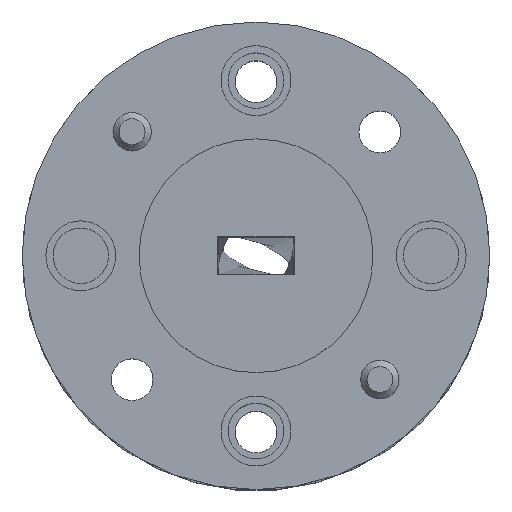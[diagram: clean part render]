
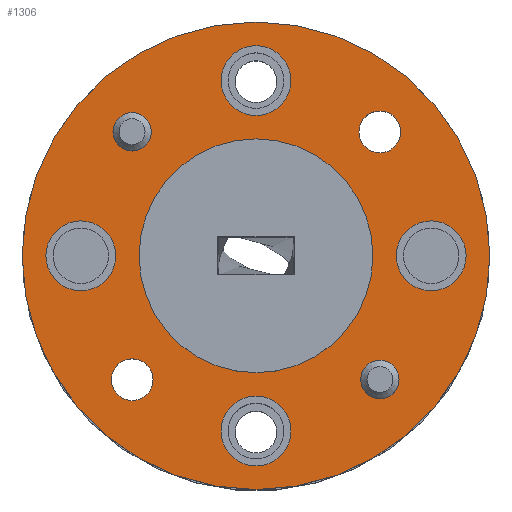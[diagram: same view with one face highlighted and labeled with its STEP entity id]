
A CAD part, top view. The second image highlights one B-rep face of the part: STEP entity #1306.
In plain terms, the highlighted planar face has unit normal (0, 0, 1).
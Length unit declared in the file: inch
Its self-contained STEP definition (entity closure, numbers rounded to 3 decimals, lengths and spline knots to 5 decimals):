
#27 = AXIS2_PLACEMENT_3D ( 'NONE', #3394, #2261, #1191 ) ;
#49 = CARTESIAN_POINT ( 'NONE',  ( 0., 0., 0. ) ) ;
#62 = EDGE_CURVE ( 'NONE', #1951, #1951, #3223, .T. ) ;
#91 = ORIENTED_EDGE ( 'NONE', *, *, #2936, .F. ) ;
#108 = CARTESIAN_POINT ( 'NONE',  ( -0.225, 0., 0. ) ) ;
#121 = EDGE_LOOP ( 'NONE', ( #2582 ) ) ;
#132 = AXIS2_PLACEMENT_3D ( 'NONE', #2042, #1445, #1756 ) ;
#144 = CARTESIAN_POINT ( 'NONE',  ( 0., 0., 0. ) ) ;
#201 = VERTEX_POINT ( 'NONE', #2747 ) ;
#299 = AXIS2_PLACEMENT_3D ( 'NONE', #2565, #2549, #604 ) ;
#308 = FACE_OUTER_BOUND ( 'NONE', #3235, .T. ) ;
#357 = FACE_BOUND ( 'NONE', #121, .T. ) ;
#359 = CARTESIAN_POINT ( 'NONE',  ( 0.056, 0.281, 0. ) ) ;
#406 = DIRECTION ( 'NONE',  ( 1., 0., 0. ) ) ;
#437 = EDGE_LOOP ( 'NONE', ( #91 ) ) ;
#505 = CARTESIAN_POINT ( 'NONE',  ( 0.1875, 0., 0. ) ) ;
#576 = DIRECTION ( 'NONE',  ( 0., 0., 1. ) ) ;
#591 = FACE_BOUND ( 'NONE', #3080, .T. ) ;
#598 = DIRECTION ( 'NONE',  ( 1., 0., 0. ) ) ;
#604 = DIRECTION ( 'NONE',  ( 1., 0., 0. ) ) ;
#632 = CIRCLE ( 'NONE', #3408, 0.056 ) ;
#667 = CARTESIAN_POINT ( 'NONE',  ( -0.281, 0., 0. ) ) ;
#671 = ORIENTED_EDGE ( 'NONE', *, *, #1088, .F. ) ;
#688 = CARTESIAN_POINT ( 'NONE',  ( -0.1987, 0.1987, 0. ) ) ;
#717 = VERTEX_POINT ( 'NONE', #1330 ) ;
#726 = DIRECTION ( 'NONE',  ( 1., 0., 0. ) ) ;
#850 = FACE_BOUND ( 'NONE', #1384, .T. ) ;
#885 = FACE_BOUND ( 'NONE', #1624, .T. ) ;
#897 = FACE_BOUND ( 'NONE', #1433, .T. ) ;
#900 = DIRECTION ( 'NONE',  ( 0., 0., 1. ) ) ;
#914 = FACE_BOUND ( 'NONE', #1853, .T. ) ;
#936 = CARTESIAN_POINT ( 'NONE',  ( 0., 0.281, 0. ) ) ;
#964 = CIRCLE ( 'NONE', #3031, 0.03075 ) ;
#1003 = DIRECTION ( 'NONE',  ( 0., 0., 1. ) ) ;
#1026 = CIRCLE ( 'NONE', #1494, 0.0335 ) ;
#1043 = CARTESIAN_POINT ( 'NONE',  ( 0.1987, -0.1987, 0. ) ) ;
#1088 = EDGE_CURVE ( 'NONE', #3206, #3206, #632, .T. ) ;
#1099 = CARTESIAN_POINT ( 'NONE',  ( 0.337, 0., 0. ) ) ;
#1133 = FACE_BOUND ( 'NONE', #3346, .T. ) ;
#1134 = EDGE_CURVE ( 'NONE', #2854, #2854, #3597, .T. ) ;
#1176 = CIRCLE ( 'NONE', #2701, 0.056 ) ;
#1177 = ORIENTED_EDGE ( 'NONE', *, *, #1993, .F. ) ;
#1191 = DIRECTION ( 'NONE',  ( 1., 0., 0. ) ) ;
#1217 = CARTESIAN_POINT ( 'NONE',  ( -0.16795, 0.1987, 0. ) ) ;
#1305 = ORIENTED_EDGE ( 'NONE', *, *, #2883, .T. ) ;
#1306 = ADVANCED_FACE ( 'NONE', ( #2890, #1133, #914, #357, #1711, #885, #897, #850, #591, #308 ), #1470, .T. ) ;
#1330 = CARTESIAN_POINT ( 'NONE',  ( 0.375, 0., 0. ) ) ;
#1342 = CARTESIAN_POINT ( 'NONE',  ( 0.1987, 0.1987, 0. ) ) ;
#1367 = ORIENTED_EDGE ( 'NONE', *, *, #3137, .F. ) ;
#1384 = EDGE_LOOP ( 'NONE', ( #1630 ) ) ;
#1433 = EDGE_LOOP ( 'NONE', ( #2433 ) ) ;
#1445 = DIRECTION ( 'NONE',  ( 0., 0., 1. ) ) ;
#1448 = CARTESIAN_POINT ( 'NONE',  ( 0.281, 0., 0. ) ) ;
#1470 = PLANE ( 'NONE',  #299 ) ;
#1494 = AXIS2_PLACEMENT_3D ( 'NONE', #1342, #1003, #726 ) ;
#1529 = CARTESIAN_POINT ( 'NONE',  ( 0.056, -0.281, 0. ) ) ;
#1582 = DIRECTION ( 'NONE',  ( 1., 0., 0. ) ) ;
#1587 = CARTESIAN_POINT ( 'NONE',  ( 0.22945, -0.1987, 0. ) ) ;
#1594 = DIRECTION ( 'NONE',  ( 0., 0., 1. ) ) ;
#1624 = EDGE_LOOP ( 'NONE', ( #3288 ) ) ;
#1630 = ORIENTED_EDGE ( 'NONE', *, *, #1134, .F. ) ;
#1711 = FACE_BOUND ( 'NONE', #3357, .T. ) ;
#1729 = EDGE_CURVE ( 'NONE', #1804, #1804, #1176, .T. ) ;
#1745 = VERTEX_POINT ( 'NONE', #2320 ) ;
#1756 = DIRECTION ( 'NONE',  ( 1., 0., 0. ) ) ;
#1804 = VERTEX_POINT ( 'NONE', #359 ) ;
#1841 = VERTEX_POINT ( 'NONE', #1587 ) ;
#1853 = EDGE_LOOP ( 'NONE', ( #3397 ) ) ;
#1950 = EDGE_CURVE ( 'NONE', #2030, #2030, #2243, .T. ) ;
#1951 = VERTEX_POINT ( 'NONE', #1099 ) ;
#1993 = EDGE_CURVE ( 'NONE', #1745, #1745, #2826, .T. ) ;
#2029 = CIRCLE ( 'NONE', #2263, 0.375 ) ;
#2030 = VERTEX_POINT ( 'NONE', #1529 ) ;
#2042 = CARTESIAN_POINT ( 'NONE',  ( -0.1987, -0.1987, 0. ) ) ;
#2243 = CIRCLE ( 'NONE', #27, 0.056 ) ;
#2261 = DIRECTION ( 'NONE',  ( 0., 0., 1. ) ) ;
#2263 = AXIS2_PLACEMENT_3D ( 'NONE', #144, #2377, #3307 ) ;
#2320 = CARTESIAN_POINT ( 'NONE',  ( -0.1652, -0.1987, 0. ) ) ;
#2377 = DIRECTION ( 'NONE',  ( 0., 0., 1. ) ) ;
#2433 = ORIENTED_EDGE ( 'NONE', *, *, #1729, .F. ) ;
#2536 = AXIS2_PLACEMENT_3D ( 'NONE', #688, #3495, #406 ) ;
#2549 = DIRECTION ( 'NONE',  ( 0., 0., 1. ) ) ;
#2563 = AXIS2_PLACEMENT_3D ( 'NONE', #49, #2768, #598 ) ;
#2565 = CARTESIAN_POINT ( 'NONE',  ( 0., 0., 0. ) ) ;
#2579 = DIRECTION ( 'NONE',  ( 1., 0., 0. ) ) ;
#2582 = ORIENTED_EDGE ( 'NONE', *, *, #62, .F. ) ;
#2701 = AXIS2_PLACEMENT_3D ( 'NONE', #936, #900, #1582 ) ;
#2747 = CARTESIAN_POINT ( 'NONE',  ( 0.2322, 0.1987, 0. ) ) ;
#2768 = DIRECTION ( 'NONE',  ( 0., 0., 1. ) ) ;
#2826 = CIRCLE ( 'NONE', #132, 0.0335 ) ;
#2854 = VERTEX_POINT ( 'NONE', #1217 ) ;
#2883 = EDGE_CURVE ( 'NONE', #717, #717, #2029, .T. ) ;
#2890 = FACE_BOUND ( 'NONE', #437, .T. ) ;
#2903 = DIRECTION ( 'NONE',  ( 1., 0., 0. ) ) ;
#2936 = EDGE_CURVE ( 'NONE', #2951, #2951, #3441, .T. ) ;
#2951 = VERTEX_POINT ( 'NONE', #505 ) ;
#3031 = AXIS2_PLACEMENT_3D ( 'NONE', #1043, #1594, #3316 ) ;
#3080 = EDGE_LOOP ( 'NONE', ( #1367 ) ) ;
#3137 = EDGE_CURVE ( 'NONE', #1841, #1841, #964, .T. ) ;
#3206 = VERTEX_POINT ( 'NONE', #108 ) ;
#3223 = CIRCLE ( 'NONE', #3585, 0.056 ) ;
#3227 = EDGE_CURVE ( 'NONE', #201, #201, #1026, .T. ) ;
#3235 = EDGE_LOOP ( 'NONE', ( #1305 ) ) ;
#3288 = ORIENTED_EDGE ( 'NONE', *, *, #1950, .F. ) ;
#3307 = DIRECTION ( 'NONE',  ( 1., 0., 0. ) ) ;
#3316 = DIRECTION ( 'NONE',  ( 1., 0., 0. ) ) ;
#3346 = EDGE_LOOP ( 'NONE', ( #1177 ) ) ;
#3357 = EDGE_LOOP ( 'NONE', ( #671 ) ) ;
#3394 = CARTESIAN_POINT ( 'NONE',  ( 0., -0.281, 0. ) ) ;
#3397 = ORIENTED_EDGE ( 'NONE', *, *, #3227, .F. ) ;
#3408 = AXIS2_PLACEMENT_3D ( 'NONE', #667, #3440, #2903 ) ;
#3440 = DIRECTION ( 'NONE',  ( 0., 0., 1. ) ) ;
#3441 = CIRCLE ( 'NONE', #2563, 0.1875 ) ;
#3495 = DIRECTION ( 'NONE',  ( 0., 0., 1. ) ) ;
#3585 = AXIS2_PLACEMENT_3D ( 'NONE', #1448, #576, #2579 ) ;
#3597 = CIRCLE ( 'NONE', #2536, 0.03075 ) ;
